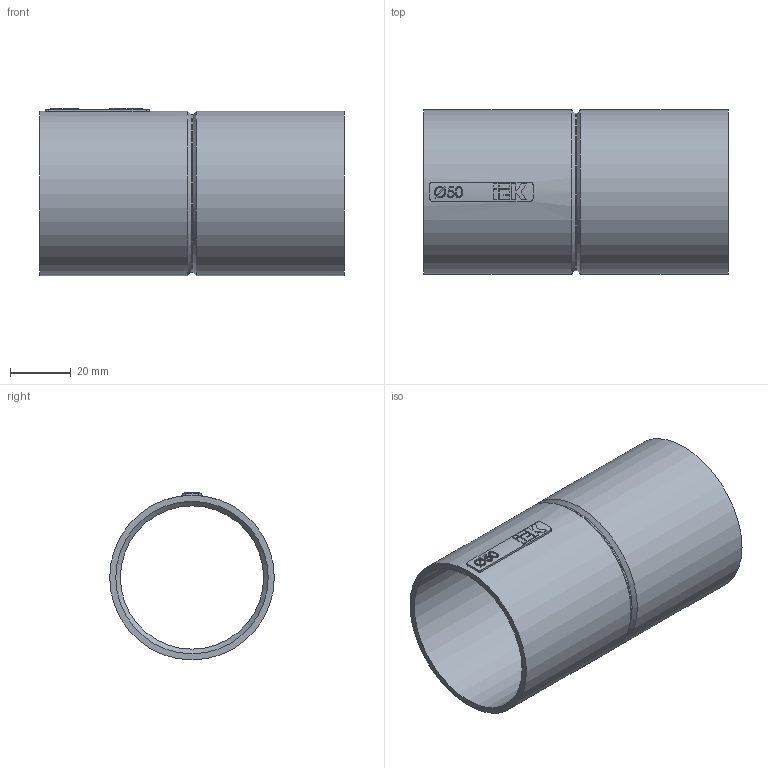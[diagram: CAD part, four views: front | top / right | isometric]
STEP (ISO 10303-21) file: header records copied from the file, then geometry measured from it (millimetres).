
FILE_DESCRIPTION (( 'STEP AP203' ), '1' );
FILE_NAME ('CTA10D-GIG50-K41-020 Ìóôòà òðóáà-òðóáà GI50G IEK.STEP', '2016-05-13T08:27:35', ( '' ), ( '' ), 'SwSTEP 2.0', 'SolidWorks 2014', '' );
FILE_SCHEMA (( 'CONFIG_CONTROL_DESIGN' ));
Length unit declared in the file: millimetre
Products named in the file (1): CTA10D-GIG50-K41-020 Ìóôòà òðóáà-òðóáà GI50G IEK
Bounding box: 100 x 54 x 55 mm (x, y, z)
Volume: 33198 mm3; surface area: 33735.9 mm2
Topology: 1 solids, 1 shells, 108 faces, 277 edges, 182 vertices
Faces by surface type: plane 53, bspline 29, cylinder 22, cone 4
Full cylindrical faces by diameter (mm): 47 x1, 50 x2, 51.557 x1, 54 x2
Entity records: 4841 total; most frequent: CARTESIAN_POINT 2448, ORIENTED_EDGE 528, DIRECTION 374, EDGE_CURVE 264, VERTEX_POINT 180, EDGE_LOOP 132, LINE 126, VECTOR 126
